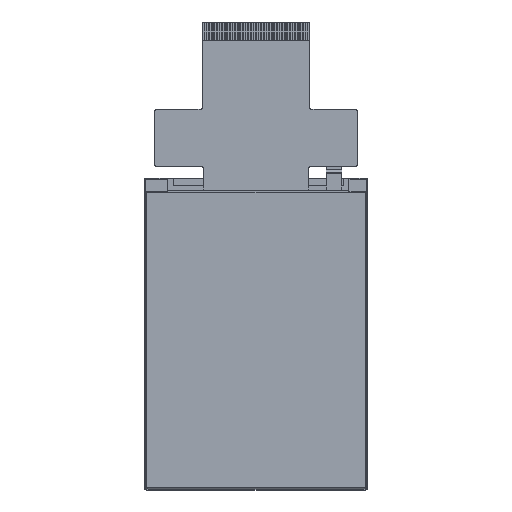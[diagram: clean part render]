
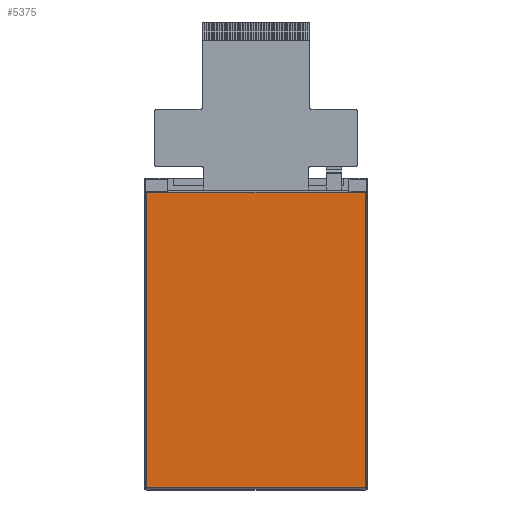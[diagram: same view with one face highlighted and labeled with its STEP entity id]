
A CAD part, front view. The second image highlights one B-rep face of the part: STEP entity #5375.
In plain terms, the highlighted planar face has unit normal (0, -1, 0).
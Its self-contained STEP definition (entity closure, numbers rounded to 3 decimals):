
#456 = ORIENTED_EDGE ( 'NONE', *, *, #8437, .T. ) ;
#1187 = DIRECTION ( 'NONE',  ( 0., -1., 0. ) ) ;
#1451 = AXIS2_PLACEMENT_3D ( 'NONE', #11038, #1187, #9958 ) ;
#1601 = CARTESIAN_POINT ( 'NONE',  ( 0.048, -0.2, -59.3 ) ) ;
#1658 = DIRECTION ( 'NONE',  ( 0., 0., -1. ) ) ;
#1766 = CARTESIAN_POINT ( 'NONE',  ( 0., -0.2, -59.21 ) ) ;
#1966 = ORIENTED_EDGE ( 'NONE', *, *, #6227, .T. ) ;
#3442 = CARTESIAN_POINT ( 'NONE',  ( 42., -0.2, -2.53 ) ) ;
#4460 = VECTOR ( 'NONE', #1658, 1000. ) ;
#4764 = CARTESIAN_POINT ( 'NONE',  ( 0., -0.2, 0. ) ) ;
#4895 = VECTOR ( 'NONE', #7120, 1000. ) ;
#5375 = ADVANCED_FACE ( 'NONE', ( #6452 ), #11850, .T. ) ;
#5459 = LINE ( 'NONE', #8754, #14109 ) ;
#5552 = VERTEX_POINT ( 'NONE', #1766 ) ;
#5824 = LINE ( 'NONE', #10332, #7685 ) ;
#6027 = CARTESIAN_POINT ( 'NONE',  ( 0.1, -0.2, -59.31 ) ) ;
#6122 = VERTEX_POINT ( 'NONE', #3442 ) ;
#6150 = EDGE_CURVE ( 'NONE', #6122, #13911, #5459, .T. ) ;
#6227 = EDGE_CURVE ( 'NONE', #13511, #6122, #5824, .T. ) ;
#6452 = FACE_OUTER_BOUND ( 'NONE', #13944, .T. ) ;
#7120 = DIRECTION ( 'NONE',  ( 1., 0., 0. ) ) ;
#7467 = LINE ( 'NONE', #4764, #4460 ) ;
#7558 = CARTESIAN_POINT ( 'NONE',  ( 0.1, -0.2, -59.31 ) ) ;
#7685 = VECTOR ( 'NONE', #12428, 1000. ) ;
#7695 = VERTEX_POINT ( 'NONE', #6027 ) ;
#8152 = CARTESIAN_POINT ( 'NONE',  ( 0., -0.2, -59.237 ) ) ;
#8201 = CARTESIAN_POINT ( 'NONE',  ( 0., -0.2, -59.31 ) ) ;
#8437 = EDGE_CURVE ( 'NONE', #13911, #5552, #7467, .T. ) ;
#8754 = CARTESIAN_POINT ( 'NONE',  ( 0., -0.2, -2.53 ) ) ;
#8835 = CARTESIAN_POINT ( 'NONE',  ( 0., -0.2, -2.53 ) ) ;
#9405 = CARTESIAN_POINT ( 'NONE',  ( 42., -0.2, -59.31 ) ) ;
#9958 = DIRECTION ( 'NONE',  ( 0., 0., -1. ) ) ;
#10110 = ORIENTED_EDGE ( 'NONE', *, *, #6150, .T. ) ;
#10332 = CARTESIAN_POINT ( 'NONE',  ( 42., -0.2, 0. ) ) ;
#10419 = LINE ( 'NONE', #8201, #4895 ) ;
#10781 = ORIENTED_EDGE ( 'NONE', *, *, #12055, .T. ) ;
#10988 = DIRECTION ( 'NONE',  ( -1., 0., 0. ) ) ;
#11038 = CARTESIAN_POINT ( 'NONE',  ( 0., -0.2, 0. ) ) ;
#11131 = B_SPLINE_CURVE_WITH_KNOTS ( 'NONE', 3,
 ( #13538, #8152, #11451, #1601, #12958, #7558 ),
 .UNSPECIFIED., .F., .F.,
 ( 4, 2, 4 ),
 ( 0., 0.5, 1. ),
 .UNSPECIFIED. ) ;
#11451 = CARTESIAN_POINT ( 'NONE',  ( 0.01, -0.2, -59.261 ) ) ;
#11452 = ORIENTED_EDGE ( 'NONE', *, *, #12377, .T. ) ;
#11850 = PLANE ( 'NONE',  #1451 ) ;
#12055 = EDGE_CURVE ( 'NONE', #5552, #7695, #11131, .T. ) ;
#12377 = EDGE_CURVE ( 'NONE', #7695, #13511, #10419, .T. ) ;
#12428 = DIRECTION ( 'NONE',  ( 0., 0., 1. ) ) ;
#12958 = CARTESIAN_POINT ( 'NONE',  ( 0.072, -0.2, -59.31 ) ) ;
#13511 = VERTEX_POINT ( 'NONE', #9405 ) ;
#13538 = CARTESIAN_POINT ( 'NONE',  ( 0., -0.2, -59.21 ) ) ;
#13911 = VERTEX_POINT ( 'NONE', #8835 ) ;
#13944 = EDGE_LOOP ( 'NONE', ( #11452, #1966, #10110, #456, #10781 ) ) ;
#14109 = VECTOR ( 'NONE', #10988, 1000. ) ;
